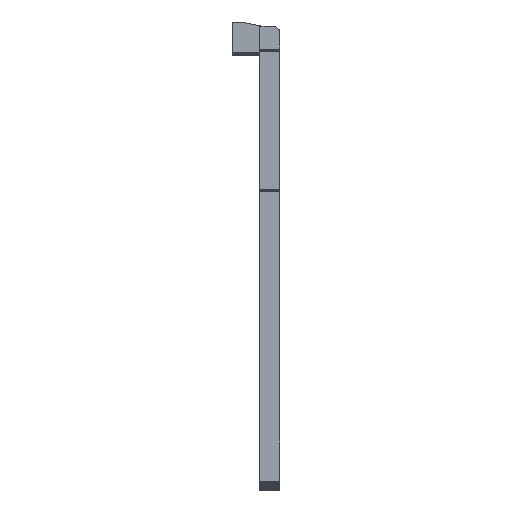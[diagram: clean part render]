
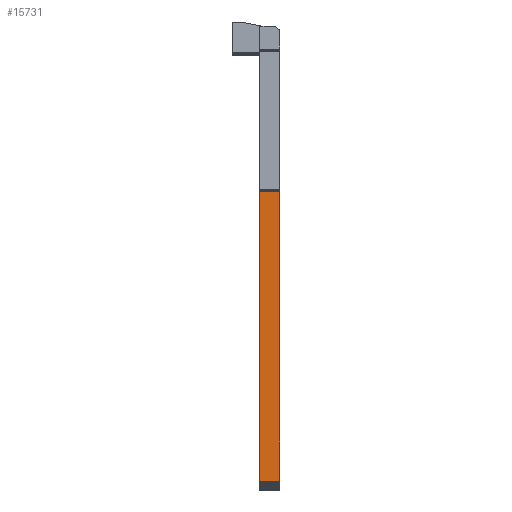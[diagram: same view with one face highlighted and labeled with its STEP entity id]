
A CAD part, top view. The second image highlights one B-rep face of the part: STEP entity #15731.
In plain terms, the highlighted planar face has unit normal (0, 0, 1).
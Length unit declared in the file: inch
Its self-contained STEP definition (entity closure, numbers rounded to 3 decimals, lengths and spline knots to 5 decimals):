
#747=FACE_OUTER_BOUND('',#1775,.T.);
#1775=EDGE_LOOP('',(#11793,#11794,#11795,#11796));
#3239=LINE('',#23526,#5339);
#3243=LINE('',#23533,#5343);
#3246=LINE('',#23540,#5346);
#3248=LINE('',#23543,#5348);
#5339=VECTOR('',#19208,0.3937);
#5343=VECTOR('',#19214,0.3937);
#5346=VECTOR('',#19221,0.3937);
#5348=VECTOR('',#19225,0.3937);
#7159=VERTEX_POINT('',#23523);
#7160=VERTEX_POINT('',#23525);
#7162=VERTEX_POINT('',#23531);
#7164=VERTEX_POINT('',#23539);
#8839=EDGE_CURVE('',#7160,#7159,#3239,.F.);
#8843=EDGE_CURVE('',#7162,#7159,#3243,.F.);
#8846=EDGE_CURVE('',#7164,#7160,#3246,.T.);
#8848=EDGE_CURVE('',#7164,#7162,#3248,.F.);
#11793=ORIENTED_EDGE('',*,*,#8839,.T.);
#11794=ORIENTED_EDGE('',*,*,#8843,.F.);
#11795=ORIENTED_EDGE('',*,*,#8848,.F.);
#11796=ORIENTED_EDGE('',*,*,#8846,.T.);
#14703=PLANE('',#16936);
#15731=ADVANCED_FACE('',(#747),#14703,.T.);
#16936=AXIS2_PLACEMENT_3D('',#23542,#19223,#19224);
#19208=DIRECTION('',(1.,0.,0.));
#19214=DIRECTION('',(0.,-1.,0.));
#19221=DIRECTION('',(0.,1.,0.));
#19223=DIRECTION('center_axis',(0.,0.,1.));
#19224=DIRECTION('ref_axis',(1.,0.,0.));
#19225=DIRECTION('',(1.,0.,0.));
#23523=CARTESIAN_POINT('',(1194.,4.75,-1067.625));
#23525=CARTESIAN_POINT('',(1197.625,4.75,-1067.625));
#23526=CARTESIAN_POINT('',(1195.8125,4.75,-1067.625));
#23531=CARTESIAN_POINT('',(1194.,-47.5,-1067.625));
#23533=CARTESIAN_POINT('',(1194.,0.,-1067.625));
#23539=CARTESIAN_POINT('',(1197.625,-47.5,-1067.625));
#23540=CARTESIAN_POINT('',(1197.625,0.,-1067.625));
#23542=CARTESIAN_POINT('Origin',(1194.,0.,-1067.625));
#23543=CARTESIAN_POINT('',(1194.90625,-47.5,-1067.625));
